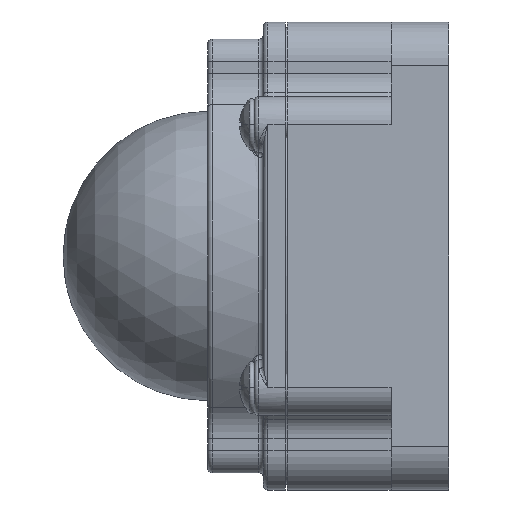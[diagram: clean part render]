
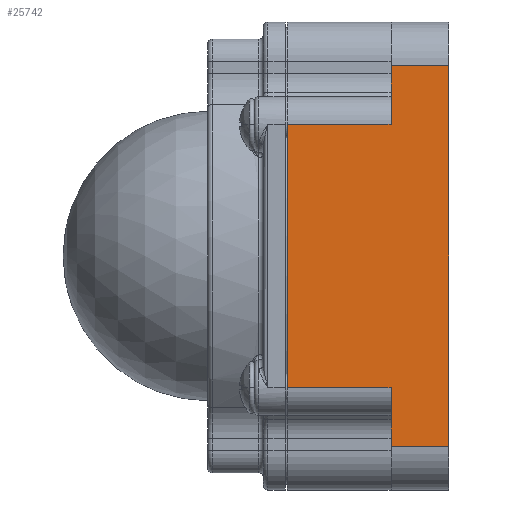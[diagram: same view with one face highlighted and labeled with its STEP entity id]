
A CAD part, left-side view. The second image highlights one B-rep face of the part: STEP entity #25742.
In plain terms, the highlighted planar face has unit normal (-1, 0, 0).
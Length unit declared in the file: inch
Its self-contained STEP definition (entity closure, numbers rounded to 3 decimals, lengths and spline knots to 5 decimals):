
#8702=DIRECTION('',(0.,0.,1.));
#8703=VECTOR('',#8702,1.79);
#8704=CARTESIAN_POINT('',(-1.57756,1.09843,-0.895));
#8705=LINE('',#8704,#8703);
#8966=DIRECTION('',(0.,0.,1.));
#8967=VECTOR('',#8966,0.39848);
#8968=CARTESIAN_POINT('',(-1.57756,0.3937,
-1.29348));
#8969=LINE('',#8968,#8967);
#9028=DIRECTION('',(0.,1.,0.));
#9029=VECTOR('',#9028,0.70472);
#9030=CARTESIAN_POINT('',(-1.57756,0.3937,-0.895));
#9031=LINE('',#9030,#9029);
#9032=DIRECTION('',(0.,0.,-1.));
#9033=VECTOR('',#9032,2.58695);
#9034=CARTESIAN_POINT('',(-1.57756,0.,1.29348));
#9035=LINE('',#9034,#9033);
#9036=DIRECTION('',(0.,1.,0.));
#9037=VECTOR('',#9036,0.3937);
#9038=CARTESIAN_POINT('',(-1.57756,0.,-1.29348));
#9039=LINE('',#9038,#9037);
#9045=DIRECTION('',(0.,1.,0.));
#9046=VECTOR('',#9045,0.70472);
#9047=CARTESIAN_POINT('',(-1.57756,0.3937,0.895));
#9048=LINE('',#9047,#9046);
#9058=DIRECTION('',(0.,0.,1.));
#9059=VECTOR('',#9058,0.39848);
#9060=CARTESIAN_POINT('',(-1.57756,0.3937,0.895));
#9061=LINE('',#9060,#9059);
#9072=DIRECTION('',(0.,1.,0.));
#9073=VECTOR('',#9072,0.3937);
#9074=CARTESIAN_POINT('',(-1.57756,0.,1.29348));
#9075=LINE('',#9074,#9073);
#14010=CARTESIAN_POINT('',(-1.57756,0.,1.29348));
#14012=VERTEX_POINT('',#14010);
#14023=CARTESIAN_POINT('',(-1.57756,0.,-1.29348));
#14025=VERTEX_POINT('',#14023);
#14026=CARTESIAN_POINT('',(-1.57756,0.3937,
1.29348));
#14028=VERTEX_POINT('',#14026);
#14039=CARTESIAN_POINT('',(-1.57756,0.3937,
-1.29348));
#14041=VERTEX_POINT('',#14039);
#14054=CARTESIAN_POINT('',(-1.57756,0.3937,-0.895));
#14055=VERTEX_POINT('',#14054);
#14056=CARTESIAN_POINT('',(-1.57756,0.3937,0.895));
#14057=VERTEX_POINT('',#14056);
#14151=CARTESIAN_POINT('',(-1.57756,1.09843,-0.895));
#14153=VERTEX_POINT('',#14151);
#14154=CARTESIAN_POINT('',(-1.57756,1.09843,0.895));
#14155=VERTEX_POINT('',#14154);
#25723=CARTESIAN_POINT('',(-1.57756,0.,-1.29348));
#25724=DIRECTION('',(-1.,0.,0.));
#25725=DIRECTION('',(0.,0.,1.));
#25726=AXIS2_PLACEMENT_3D('',#25723,#25724,#25725);
#25727=PLANE('',#25726);
#25728=ORIENTED_EDGE('',*,*,#25645,.T.);
#25729=ORIENTED_EDGE('',*,*,#25718,.T.);
#25730=ORIENTED_EDGE('',*,*,#25402,.T.);
#25732=ORIENTED_EDGE('',*,*,#25731,.F.);
#25734=ORIENTED_EDGE('',*,*,#25733,.T.);
#25736=ORIENTED_EDGE('',*,*,#25735,.F.);
#25737=ORIENTED_EDGE('',*,*,#25100,.T.);
#25739=ORIENTED_EDGE('',*,*,#25738,.T.);
#25740=EDGE_LOOP('',(#25728,#25729,#25730,#25732,#25734,#25736,#25737,#25739));
#25741=FACE_OUTER_BOUND('',#25740,.F.);
#25742=ADVANCED_FACE('',(#25741),#25727,.T.);
#25100=EDGE_CURVE('',#14012,#14025,#9035,.T.);
#25402=EDGE_CURVE('',#14153,#14155,#8705,.T.);
#25645=EDGE_CURVE('',#14041,#14055,#8969,.T.);
#25718=EDGE_CURVE('',#14055,#14153,#9031,.T.);
#25731=EDGE_CURVE('',#14057,#14155,#9048,.T.);
#25733=EDGE_CURVE('',#14057,#14028,#9061,.T.);
#25735=EDGE_CURVE('',#14012,#14028,#9075,.T.);
#25738=EDGE_CURVE('',#14025,#14041,#9039,.T.);
